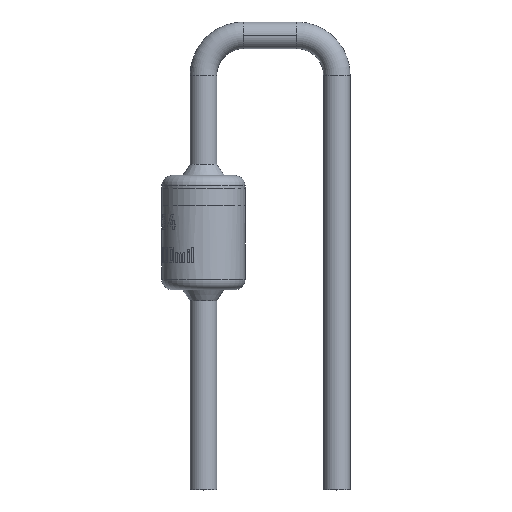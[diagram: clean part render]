
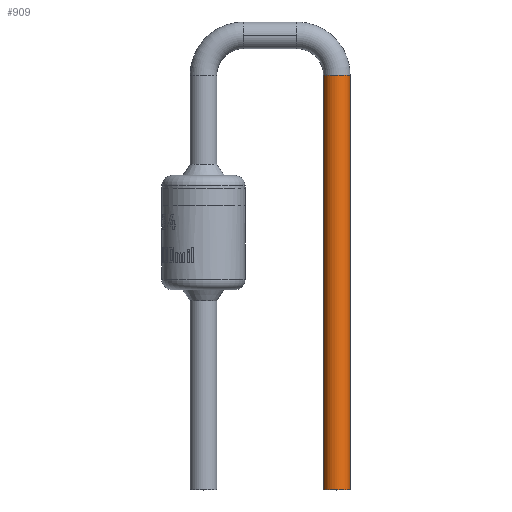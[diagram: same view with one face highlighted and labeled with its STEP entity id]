
A CAD part, top view. The second image highlights one B-rep face of the part: STEP entity #909.
In plain terms, the highlighted cylindrical face has radius 0.254 mm (diameter 0.508 mm), a partial arc.
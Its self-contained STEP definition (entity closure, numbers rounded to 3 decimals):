
#103 = VERTEX_POINT ( 'NONE', #3660 ) ;
#118 = CARTESIAN_POINT ( 'NONE',  ( 2.794, -2.6, 0. ) ) ;
#219 = EDGE_CURVE ( 'NONE', #971, #1726, #2695, .T. ) ;
#454 = CYLINDRICAL_SURFACE ( 'NONE', #2387, 0.254 ) ;
#489 = EDGE_LOOP ( 'NONE', ( #1392, #554, #1312, #3797 ) ) ;
#554 = ORIENTED_EDGE ( 'NONE', *, *, #697, .T. ) ;
#697 = EDGE_CURVE ( 'NONE', #1461, #103, #1752, .T. ) ;
#755 = DIRECTION ( 'NONE',  ( 0., 1., 0. ) ) ;
#854 = DIRECTION ( 'NONE',  ( 0., 1., 0. ) ) ;
#909 = ADVANCED_FACE ( 'NONE', ( #1125 ), #454, .T. ) ;
#971 = VERTEX_POINT ( 'NONE', #3138 ) ;
#1073 = VECTOR ( 'NONE', #854, 1000. ) ;
#1100 = CARTESIAN_POINT ( 'NONE',  ( 2.54, -2.6, 0. ) ) ;
#1125 = FACE_OUTER_BOUND ( 'NONE', #489, .T. ) ;
#1306 = DIRECTION ( 'NONE',  ( 0., -1., 0. ) ) ;
#1312 = ORIENTED_EDGE ( 'NONE', *, *, #3159, .T. ) ;
#1389 = CIRCLE ( 'NONE', #2026, 0.254 ) ;
#1392 = ORIENTED_EDGE ( 'NONE', *, *, #3920, .F. ) ;
#1414 = DIRECTION ( 'NONE',  ( 0., 1., 0. ) ) ;
#1461 = VERTEX_POINT ( 'NONE', #2772 ) ;
#1683 = AXIS2_PLACEMENT_3D ( 'NONE', #2374, #2684, #3380 ) ;
#1726 = VERTEX_POINT ( 'NONE', #3966 ) ;
#1752 = LINE ( 'NONE', #118, #1950 ) ;
#1950 = VECTOR ( 'NONE', #1414, 1000. ) ;
#2026 = AXIS2_PLACEMENT_3D ( 'NONE', #2358, #1306, #2377 ) ;
#2358 = CARTESIAN_POINT ( 'NONE',  ( 2.54, 5.295, 0. ) ) ;
#2374 = CARTESIAN_POINT ( 'NONE',  ( 2.54, -2.6, 0. ) ) ;
#2377 = DIRECTION ( 'NONE',  ( 1., 0., 0. ) ) ;
#2387 = AXIS2_PLACEMENT_3D ( 'NONE', #1100, #755, #2451 ) ;
#2451 = DIRECTION ( 'NONE',  ( -1., 0., 0. ) ) ;
#2684 = DIRECTION ( 'NONE',  ( 0., -1., 0. ) ) ;
#2695 = LINE ( 'NONE', #4039, #1073 ) ;
#2772 = CARTESIAN_POINT ( 'NONE',  ( 2.794, -2.6, 0. ) ) ;
#2971 = CIRCLE ( 'NONE', #1683, 0.254 ) ;
#3138 = CARTESIAN_POINT ( 'NONE',  ( 2.286, -2.6, 0. ) ) ;
#3159 = EDGE_CURVE ( 'NONE', #103, #1726, #1389, .T. ) ;
#3380 = DIRECTION ( 'NONE',  ( 1., 0., 0. ) ) ;
#3660 = CARTESIAN_POINT ( 'NONE',  ( 2.794, 5.295, 0. ) ) ;
#3797 = ORIENTED_EDGE ( 'NONE', *, *, #219, .F. ) ;
#3920 = EDGE_CURVE ( 'NONE', #1461, #971, #2971, .T. ) ;
#3966 = CARTESIAN_POINT ( 'NONE',  ( 2.286, 5.295, 0. ) ) ;
#4039 = CARTESIAN_POINT ( 'NONE',  ( 2.286, -2.6, 0. ) ) ;
